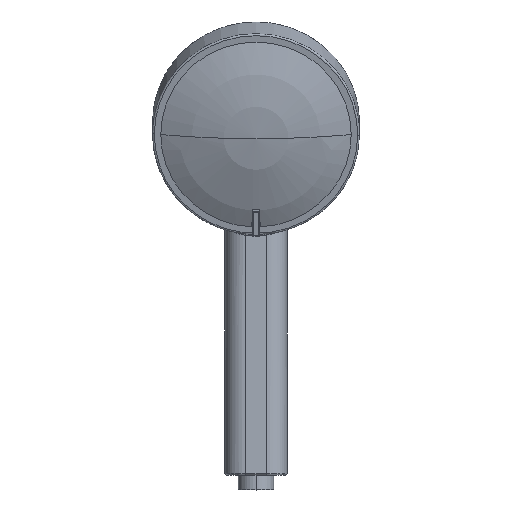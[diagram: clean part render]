
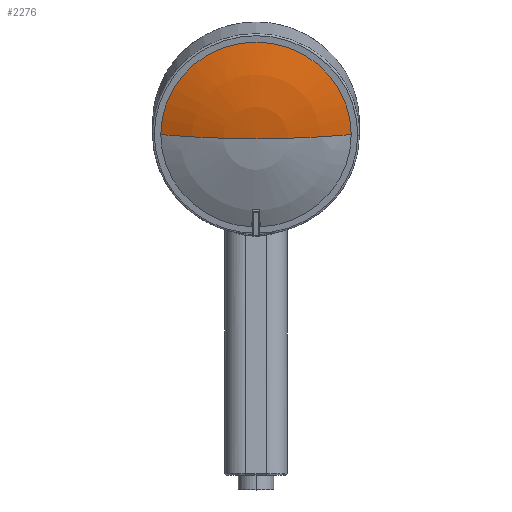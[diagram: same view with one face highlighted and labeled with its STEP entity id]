
A CAD part, top view. The second image highlights one B-rep face of the part: STEP entity #2276.
In plain terms, the highlighted toroidal (fillet/blend) face has major radius 1.904 mm and minor radius 150 mm.
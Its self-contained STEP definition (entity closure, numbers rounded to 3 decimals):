
#28 = DIRECTION ( 'NONE',  ( -1., 0., 0. ) ) ;
#180 = AXIS2_PLACEMENT_3D ( 'NONE', #1515, #2006, #28 ) ;
#569 = AXIS2_PLACEMENT_3D ( 'NONE', #1142, #2847, #867 ) ;
#699 = CARTESIAN_POINT ( 'NONE',  ( 0., -12.5, 0. ) ) ;
#829 = ORIENTED_EDGE ( 'NONE', *, *, #1647, .F. ) ;
#867 = DIRECTION ( 'NONE',  ( -1., 0., 0. ) ) ;
#877 = CARTESIAN_POINT ( 'NONE',  ( 55.25, -2.705, 0. ) ) ;
#1045 = ORIENTED_EDGE ( 'NONE', *, *, #1685, .F. ) ;
#1142 = CARTESIAN_POINT ( 'NONE',  ( 0., -2.705, 0. ) ) ;
#1202 = CARTESIAN_POINT ( 'NONE',  ( -1.904, 137.488, 0. ) ) ;
#1219 = VERTEX_POINT ( 'NONE', #699 ) ;
#1515 = CARTESIAN_POINT ( 'NONE',  ( 1.904, 137.488, 0. ) ) ;
#1533 = CIRCLE ( 'NONE', #180, 150. ) ;
#1632 = EDGE_CURVE ( 'NONE', #1688, #1219, #2897, .T. ) ;
#1647 = EDGE_CURVE ( 'NONE', #1828, #1219, #1533, .T. ) ;
#1657 = CIRCLE ( 'NONE', #569, 55.25 ) ;
#1685 = EDGE_CURVE ( 'NONE', #1688, #1828, #1657, .T. ) ;
#1688 = VERTEX_POINT ( 'NONE', #3418 ) ;
#1828 = VERTEX_POINT ( 'NONE', #877 ) ;
#1835 = DIRECTION ( 'NONE',  ( 0., -1., 0. ) ) ;
#2006 = DIRECTION ( 'NONE',  ( 0., 0., -1. ) ) ;
#2121 = DIRECTION ( 'NONE',  ( -1., 0., 0. ) ) ;
#2265 = TOROIDAL_SURFACE ( 'NONE', #2353, 1.904, 150. ) ;
#2276 = ADVANCED_FACE ( 'NONE', ( #3066 ), #2265, .T. ) ;
#2353 = AXIS2_PLACEMENT_3D ( 'NONE', #3498, #1835, #2121 ) ;
#2416 = ORIENTED_EDGE ( 'NONE', *, *, #1632, .T. ) ;
#2543 = EDGE_LOOP ( 'NONE', ( #829, #1045, #2416 ) ) ;
#2847 = DIRECTION ( 'NONE',  ( 0., 1., 0. ) ) ;
#2897 = CIRCLE ( 'NONE', #3278, 150. ) ;
#3066 = FACE_OUTER_BOUND ( 'NONE', #2543, .T. ) ;
#3180 = DIRECTION ( 'NONE',  ( 1., 0., 0. ) ) ;
#3278 = AXIS2_PLACEMENT_3D ( 'NONE', #1202, #3475, #3180 ) ;
#3418 = CARTESIAN_POINT ( 'NONE',  ( -55.25, -2.705, 0. ) ) ;
#3475 = DIRECTION ( 'NONE',  ( 0., 0., 1. ) ) ;
#3498 = CARTESIAN_POINT ( 'NONE',  ( 0., 137.488, 0. ) ) ;
